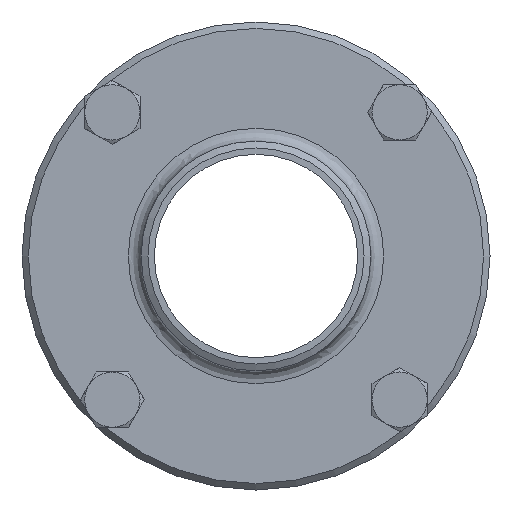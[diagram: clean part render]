
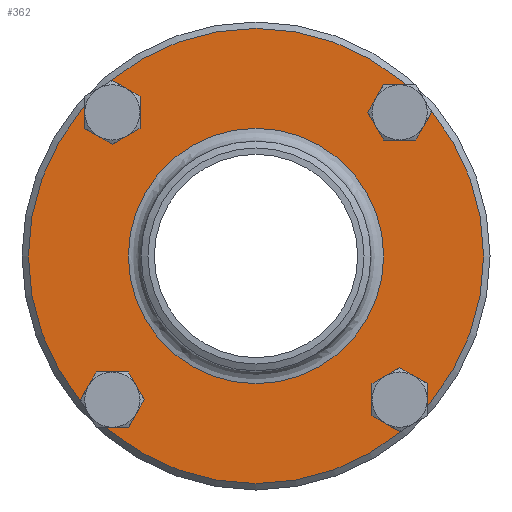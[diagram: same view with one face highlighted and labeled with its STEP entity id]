
A CAD part, left-side view. The second image highlights one B-rep face of the part: STEP entity #362.
In plain terms, the highlighted planar face has unit normal (-1, 0, 0).
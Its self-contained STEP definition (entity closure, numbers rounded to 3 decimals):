
#133=CARTESIAN_POINT('',(-10.0,-29.514,-33.764));
#134=VERTEX_POINT('',#133);
#135=CARTESIAN_POINT('',(-10.0,-33.764,-33.764));
#136=DIRECTION('',(1.0,0.0,0.0));
#137=DIRECTION('',(0.0,-1.0,0.0));
#138=AXIS2_PLACEMENT_3D('',#135,#136,#137);
#139=CIRCLE('',#138,4.25);
#140=EDGE_CURVE('',#134,#134,#139,.T.);
#182=CARTESIAN_POINT('',(-10.0,-33.764,29.514));
#183=VERTEX_POINT('',#182);
#184=CARTESIAN_POINT('',(-10.0,-33.764,33.764));
#185=DIRECTION('',(1.0,0.0,0.0));
#186=DIRECTION('',(0.0,0.0,1.0));
#187=AXIS2_PLACEMENT_3D('',#184,#185,#186);
#188=CIRCLE('',#187,4.25);
#189=EDGE_CURVE('',#183,#183,#188,.T.);
#231=CARTESIAN_POINT('',(-10.0,29.514,33.764));
#232=VERTEX_POINT('',#231);
#233=CARTESIAN_POINT('',(-10.0,33.764,33.764));
#234=DIRECTION('',(1.0,0.0,0.0));
#235=DIRECTION('',(0.0,1.0,0.0));
#236=AXIS2_PLACEMENT_3D('',#233,#234,#235);
#237=CIRCLE('',#236,4.25);
#238=EDGE_CURVE('',#232,#232,#237,.T.);
#280=CARTESIAN_POINT('',(-10.0,33.764,-29.514));
#281=VERTEX_POINT('',#280);
#282=CARTESIAN_POINT('',(-10.0,33.764,-33.764));
#283=DIRECTION('',(1.0,0.0,0.0));
#284=DIRECTION('',(0.0,0.0,-1.0));
#285=AXIS2_PLACEMENT_3D('',#282,#283,#284);
#286=CIRCLE('',#285,4.25);
#287=EDGE_CURVE('',#281,#281,#286,.T.);
#308=CARTESIAN_POINT('',(-10.,53.5,0.));
#309=VERTEX_POINT('',#308);
#310=CARTESIAN_POINT('',(-10.,0.0,0.0));
#311=DIRECTION('',(1.0,0.0,0.0));
#312=DIRECTION('',(0.0,-1.0,0.0));
#313=AXIS2_PLACEMENT_3D('',#310,#311,#312);
#314=CIRCLE('',#313,53.5);
#315=EDGE_CURVE('',#309,#309,#314,.T.);
#331=CARTESIAN_POINT('',(-10.,42.5,0.0));
#332=DIRECTION('',(-1.0,0.0,0.0));
#333=DIRECTION('',(0.0,0.0,1.0));
#334=AXIS2_PLACEMENT_3D('',#331,#332,#333);
#335=PLANE('',#334);
#336=ORIENTED_EDGE('',*,*,#315,.F.);
#337=EDGE_LOOP('',(#336));
#338=FACE_OUTER_BOUND('',#337,.T.);
#339=ORIENTED_EDGE('',*,*,#140,.T.);
#340=EDGE_LOOP('',(#339));
#341=FACE_BOUND('',#340,.T.);
#342=ORIENTED_EDGE('',*,*,#189,.T.);
#343=EDGE_LOOP('',(#342));
#344=FACE_BOUND('',#343,.T.);
#345=ORIENTED_EDGE('',*,*,#238,.T.);
#346=EDGE_LOOP('',(#345));
#347=FACE_BOUND('',#346,.T.);
#348=ORIENTED_EDGE('',*,*,#287,.T.);
#349=EDGE_LOOP('',(#348));
#350=FACE_BOUND('',#349,.T.);
#351=CARTESIAN_POINT('',(-10.,30.0,0.0));
#352=VERTEX_POINT('',#351);
#353=CARTESIAN_POINT('',(-10.,0.0,0.0));
#354=DIRECTION('',(1.0,0.0,0.0));
#355=DIRECTION('',(0.0,1.0,0.0));
#356=AXIS2_PLACEMENT_3D('',#353,#354,#355);
#357=CIRCLE('',#356,30.0);
#358=EDGE_CURVE('',#352,#352,#357,.T.);
#359=ORIENTED_EDGE('',*,*,#358,.T.);
#360=EDGE_LOOP('',(#359));
#361=FACE_BOUND('',#360,.T.);
#362=ADVANCED_FACE('',(#338,#341,#344,#347,#350,#361),#335,.T.);
